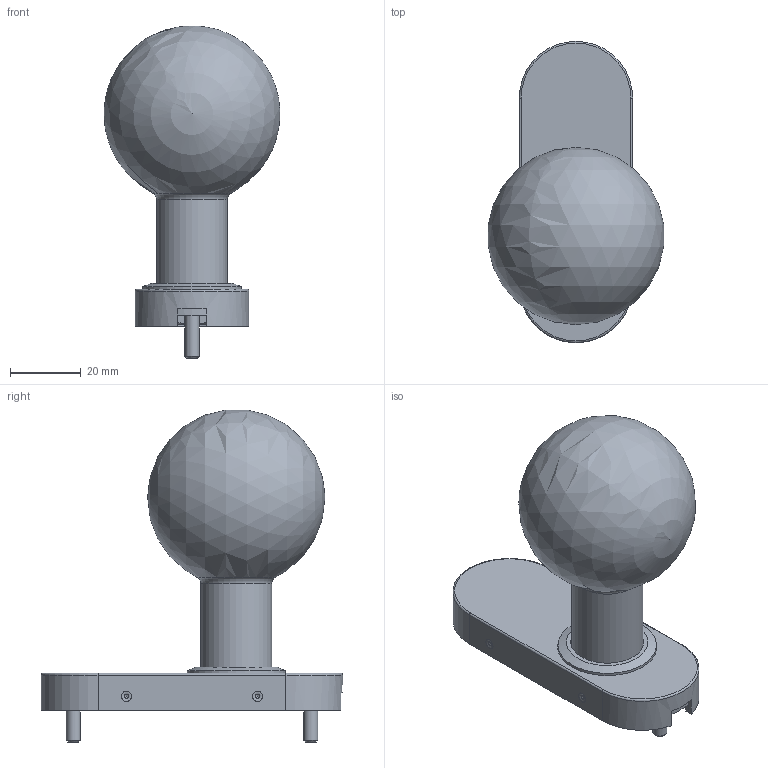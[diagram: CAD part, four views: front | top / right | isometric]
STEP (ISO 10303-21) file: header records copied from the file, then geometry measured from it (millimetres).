
FILE_DESCRIPTION (( 'STEP AP203' ), '1' );
FILE_NAME ('613-VA-F.STEP', '2019-11-08T07:28:52', ( '' ), ( '' ), 'SwSTEP 2.0', 'SolidWorks 2015', '' );
FILE_SCHEMA (( 'CONFIG_CONTROL_DESIGN' ));
Length unit declared in the file: millimetre
Products named in the file (19): 613-VA-F; DIN 931_DIN 931 M10x20; DIN 965; 613-VA-F Teil5; 613-VA-F Teil6; 613-VA-F Teil1; 613-VA-F Teil4; 613-VA-F Teil3_613-VA-F Teil3; DIN 965_DIN 965 M4x18; 613-VA-F Teil2; 613-VA-F Teil3; 613-VA-F Teil1_613-VA-F Teil1 ; DIN 931; 613-VA-F Teil2_613-VA-F Teil2; 613-VA-F Teil6_613-VA-F Teil6; 613-VA-F Teil4_613-VA-F Teil4; 613-VA-F Teil5_613-VA-F Teil5
Assembly tree (11 placements, depth 2):
  613-VA-F
    613-VA-F Teil6_613-VA-F Teil6
    613-VA-F Teil2_613-VA-F Teil2
    613-VA-F Teil3_613-VA-F Teil3
    613-VA-F Teil4_613-VA-F Teil4
    613-VA-F Teil5_613-VA-F Teil5
    613-VA-F Teil1_613-VA-F Teil1 
    DIN 931_DIN 931 M10x20
    DIN 965_DIN 965 M4x18  x2
  DIN 965
  613-VA-F Teil5
  613-VA-F Teil6
  613-VA-F Teil4
Bounding box: 49.58 x 85 x 93.68 mm (x, y, z)
Volume: 32727.5 mm3; surface area: 38681.8 mm2
Topology: 10 solids, 10 shells, 374 faces, 958 edges, 631 vertices
Faces by surface type: plane 215, bspline 71, cylinder 41, cone 29, torus 16, sphere 2
Full cylindrical faces by diameter (mm): 3.6 x2, 4 x2, 6.2 x2, 7.2 x2, 7.7 x1, 7.713 x2, 10 x1, 15.7 x2, 16.3 x3, 20 x1, 20.6 x1, 22 x1, 24 x1, 27.8 x1, 28 x1
Entity records: 16112 total; most frequent: CARTESIAN_POINT 6429, ORIENTED_EDGE 1682, DIRECTION 1399, EDGE_CURVE 841, VERTEX_POINT 576, LINE 541, VECTOR 541, EDGE_LOOP 439
